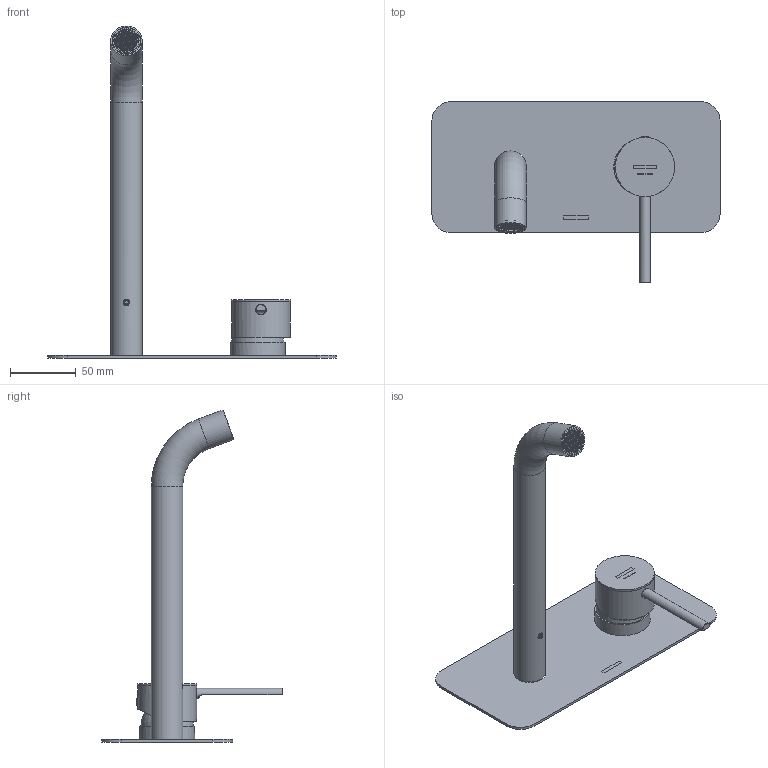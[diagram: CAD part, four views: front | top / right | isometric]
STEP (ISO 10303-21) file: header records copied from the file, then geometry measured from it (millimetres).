
FILE_DESCRIPTION (( 'STEP AP203' ), '1' );
FILE_NAME ('842003IX.STEP', '2025-02-05T10:36:35', ( '' ), ( '' ), 'SwSTEP 2.0', 'SolidWorks 2021', '' );
FILE_SCHEMA (( 'CONFIG_CONTROL_DESIGN' ));
Length unit declared in the file: millimetre
Products named in the file (1): 842003IX
Bounding box: 220 x 138 x 253.28 mm (x, y, z)
Volume: 87582.4 mm3; surface area: 104051.6 mm2
Topology: 12 solids, 12 shells, 1215 faces, 3072 edges, 2042 vertices
Faces by surface type: plane 1097, cylinder 83, cone 14, torus 11, bspline 7, sphere 3
Full cylindrical faces by diameter (mm): 4.2 x2, 5 x1, 5.5 x1, 7.9 x1, 8 x2, 8.5 x1, 14.5 x1, 16 x1, 16.7 x1, 17.2 x2, 17.5 x1, 18.5 x2, 18.75 x1, 21 x3, 22 x2, 24 x2, 24.6 x1, 31 x1, 35.8 x2, 37 x1, 39 x1, 42 x1, 42.5 x1, 42.6 x1, 45 x1, 45.2 x1
Entity records: 36486 total; most frequent: CARTESIAN_POINT 7258, ORIENTED_EDGE 6000, DIRECTION 5594, EDGE_CURVE 3000, LINE 2746, VECTOR 2746, VERTEX_POINT 2026, EDGE_LOOP 1458
